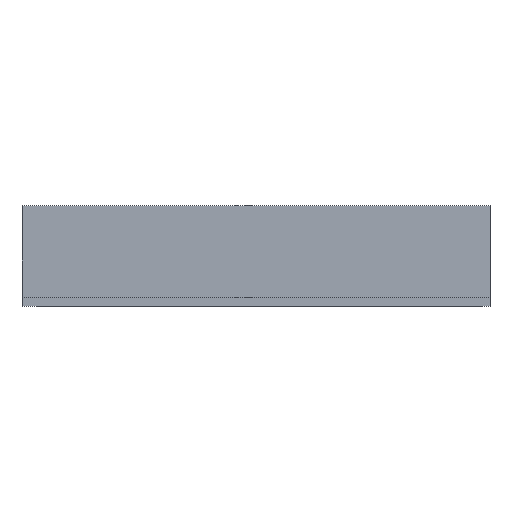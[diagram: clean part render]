
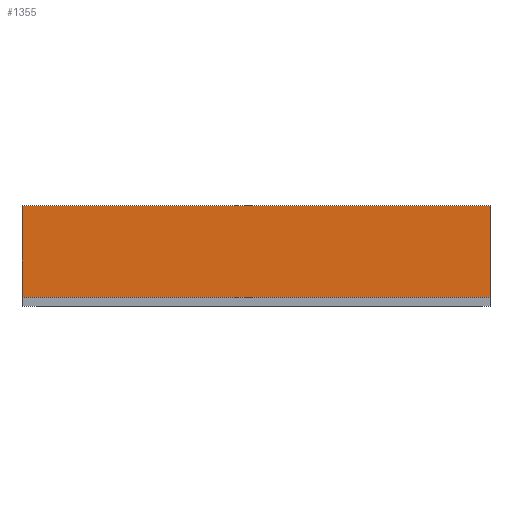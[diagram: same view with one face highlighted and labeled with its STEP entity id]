
A CAD part, front view. The second image highlights one B-rep face of the part: STEP entity #1355.
In plain terms, the highlighted planar face has unit normal (0, -1, 0).
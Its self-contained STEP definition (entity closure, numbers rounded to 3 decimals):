
#154=FACE_OUTER_BOUND('',#226,.T.);
#226=EDGE_LOOP('',(#999,#1000,#1001,#1002));
#332=LINE('',#1956,#483);
#354=LINE('',#2000,#505);
#371=LINE('',#2033,#522);
#372=LINE('',#2034,#523);
#483=VECTOR('',#1580,10.);
#505=VECTOR('',#1616,10.);
#522=VECTOR('',#1643,10.);
#523=VECTOR('',#1644,10.);
#623=VERTEX_POINT('',#1941);
#630=VERTEX_POINT('',#1954);
#644=VERTEX_POINT('',#1997);
#645=VERTEX_POINT('',#1999);
#757=EDGE_CURVE('',#630,#623,#332,.T.);
#779=EDGE_CURVE('',#644,#645,#354,.T.);
#796=EDGE_CURVE('',#630,#645,#371,.T.);
#797=EDGE_CURVE('',#623,#644,#372,.T.);
#999=ORIENTED_EDGE('',*,*,#757,.F.);
#1000=ORIENTED_EDGE('',*,*,#796,.T.);
#1001=ORIENTED_EDGE('',*,*,#779,.F.);
#1002=ORIENTED_EDGE('',*,*,#797,.F.);
#1300=PLANE('',#1450);
#1355=ADVANCED_FACE('',(#154),#1300,.T.);
#1450=AXIS2_PLACEMENT_3D('',#2032,#1641,#1642);
#1580=DIRECTION('',(0.,0.,-1.));
#1616=DIRECTION('',(0.,0.,1.));
#1641=DIRECTION('center_axis',(0.,-1.,0.));
#1642=DIRECTION('ref_axis',(0.,0.,1.));
#1643=DIRECTION('',(-1.,0.,0.));
#1644=DIRECTION('',(-1.,0.,0.));
#1941=CARTESIAN_POINT('',(91.312,-7.096,2.));
#1954=CARTESIAN_POINT('',(91.312,-7.096,22.04));
#1956=CARTESIAN_POINT('',(91.312,-7.096,1.));
#1997=CARTESIAN_POINT('',(-10.851,-7.096,2.));
#1999=CARTESIAN_POINT('',(-10.851,-7.096,22.04));
#2000=CARTESIAN_POINT('',(-10.851,-7.096,1.));
#2032=CARTESIAN_POINT('Origin',(194.12,-7.096,2.));
#2033=CARTESIAN_POINT('',(194.12,-7.096,22.04));
#2034=CARTESIAN_POINT('',(194.12,-7.096,2.));
